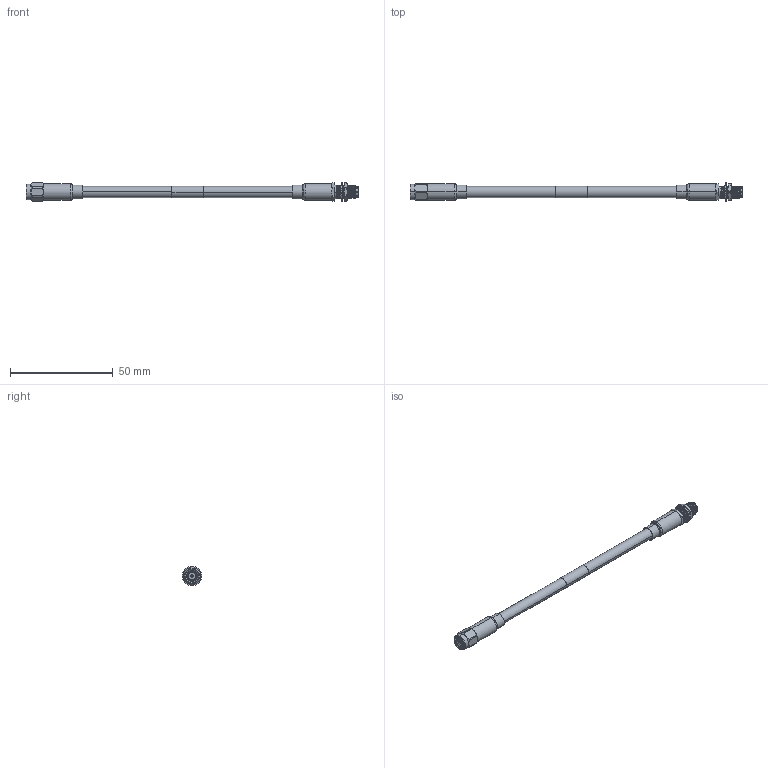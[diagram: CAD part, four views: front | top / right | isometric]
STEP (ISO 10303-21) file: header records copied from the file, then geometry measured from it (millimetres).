
FILE_DESCRIPTION (( 'STEP AP203' ), '1' );
FILE_NAME ('FMCA2726.STEP', '2022-03-09T17:44:34', ( '' ), ( '' ), 'SwSTEP 2.0', 'SolidWorks 2021', '' );
FILE_SCHEMA (( 'CONFIG_CONTROL_DESIGN' ));
Length unit declared in the file: millimetre
Products named in the file (8): FMCA2726; SC7050-MA3_SC7050 -RG223; CA-240-MA1_.75" Long; FMCN1748; SC7059-MA2; SC7050_SC7050 -RG223; SC7050-MA1; RG223_with label
Assembly tree (8 placements, depth 3):
  FMCA2726
    RG223_with label
    FMCN1748
    SC7050_SC7050 -RG223
      SC7050-MA1
      SC7059-MA2
      SC7050-MA3_SC7050 -RG223
    CA-240-MA1_.75" Long  x2
Bounding box: 161.37 x 9.4 x 9.4 mm (x, y, z)
Volume: 4244.5 mm3; surface area: 7084 mm2
Topology: 13 solids, 13 shells, 390 faces, 918 edges, 579 vertices
Faces by surface type: cylinder 128, bspline 87, cone 80, plane 77, torus 18
Entity records: 30499 total; most frequent: CARTESIAN_POINT 21924, ORIENTED_EDGE 1748, DIRECTION 1400, EDGE_CURVE 874, AXIS2_PLACEMENT_3D 564, VERTEX_POINT 555, EDGE_LOOP 411, FACE_OUTER_BOUND 368
